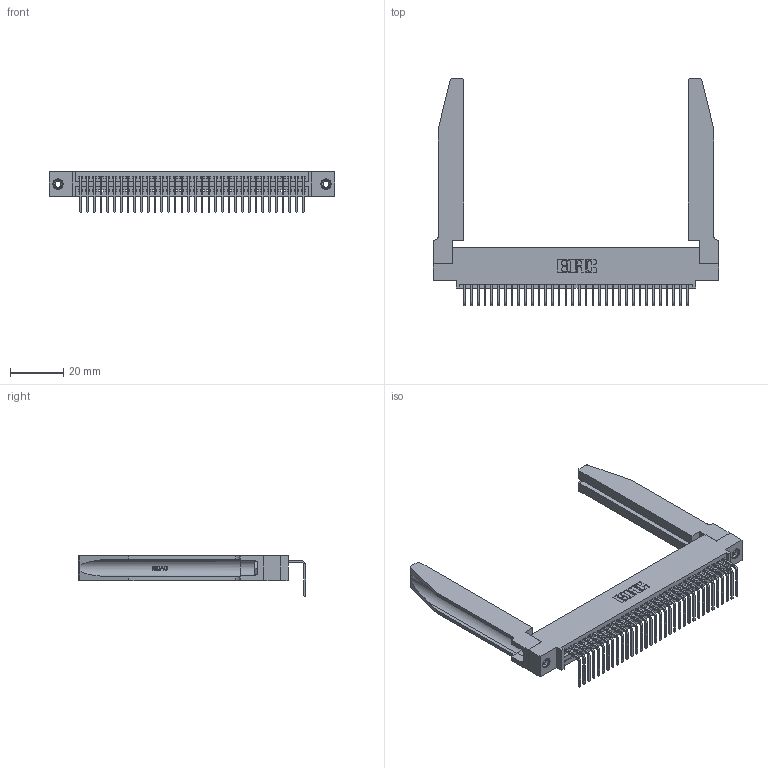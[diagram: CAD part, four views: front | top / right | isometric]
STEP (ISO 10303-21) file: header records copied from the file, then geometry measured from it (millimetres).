
FILE_DESCRIPTION (( 'STEP AP203' ), '1' );
FILE_NAME ('345-034-558-478.STEP', '2019-10-10T14:58:36', ( '' ), ( '' ), 'SwSTEP 2.0', 'SolidWorks 2016', '' );
FILE_SCHEMA (( 'CONFIG_CONTROL_DESIGN' ));
Length unit declared in the file: inch
Products named in the file (5): 345 Part_0.110 Offset - 0.156 Dia-TH; 345-292-001_558 Tail - 2; 345-250-001_345-250-001-102; 345-220-078_345-220-078; 345-034-558-478
Assembly tree (39 placements, depth 2):
  345-034-558-478
    345 Part_0.110 Offset - 0.156 Dia-TH
    345-292-001_558 Tail - 2  x34
    345-250-001_345-250-001-102  x2
    345-220-078_345-220-078  x2
Bounding box: 107.59 x 85.59 x 15.37 mm (x, y, z)
Volume: 17964.3 mm3; surface area: 21031 mm2
Topology: 39 solids, 39 shells, 2404 faces, 7149 edges, 4710 vertices
Faces by surface type: plane 1654, cylinder 698, bspline 36, cone 12, torus 4
Entity records: 31622 total; most frequent: CARTESIAN_POINT 6377, ORIENTED_EDGE 5242, DIRECTION 4587, EDGE_CURVE 2621, LINE 2259, VECTOR 2259, VERTEX_POINT 1740, AXIS2_PLACEMENT_3D 1164
